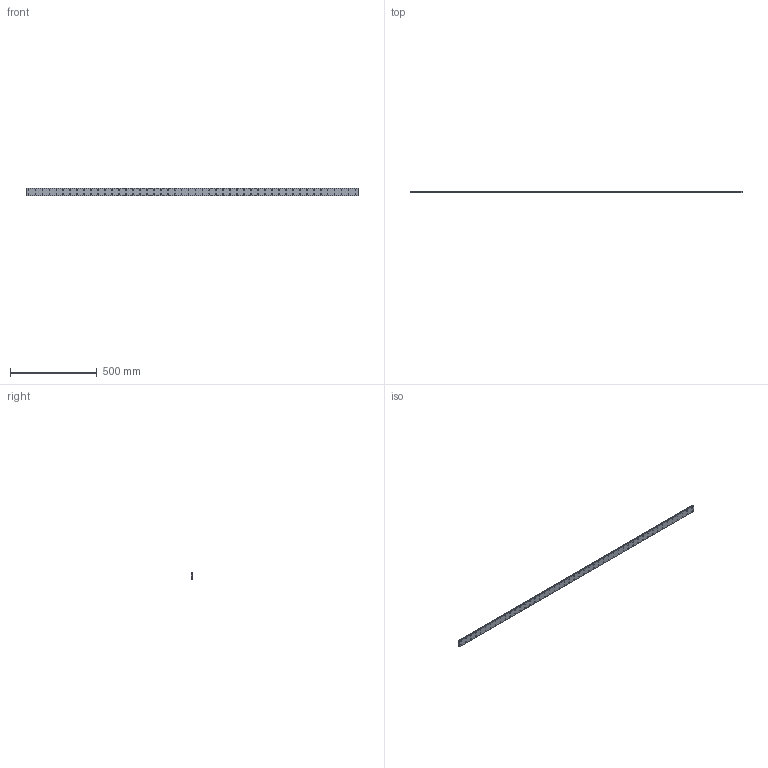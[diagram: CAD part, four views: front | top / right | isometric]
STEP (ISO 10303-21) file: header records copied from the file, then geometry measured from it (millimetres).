
FILE_DESCRIPTION (( 'STEP AP214' ), '1' );
FILE_NAME ('SRS15WSSS-1910LTM_G15_0_0_0_0_0_1.STEP', '2021-08-10T09:07:57', ( '' ), ( '' ), 'SwSTEP 2.0', 'SolidWorks 2021', '' );
FILE_SCHEMA (( 'AUTOMOTIVE_DESIGN' ));
Length unit declared in the file: millimetre
Products named in the file (2): SRS15WSSS-1910LTM_G15_0_0_0_0_0_1; _SRS15WS191015 Track
Assembly tree (1 placements, depth 2):
  SRS15WSSS-1910LTM_G15_0_0_0_0_0_1
    _SRS15WS191015 Track
Bounding box: 1910 x 9.5 x 42 mm (x, y, z)
Volume: 702457 mm3; surface area: 210602.7 mm2
Topology: 1 solids, 1 shells, 512 faces, 1242 edges, 828 vertices
Faces by surface type: cylinder 391, plane 121
Entity records: 15878 total; most frequent: DIRECTION 3056, CARTESIAN_POINT 2586, ORIENTED_EDGE 2484, AXIS2_PLACEMENT_3D 1298, EDGE_CURVE 1242, VERTEX_POINT 828, EDGE_LOOP 800, CIRCLE 782
